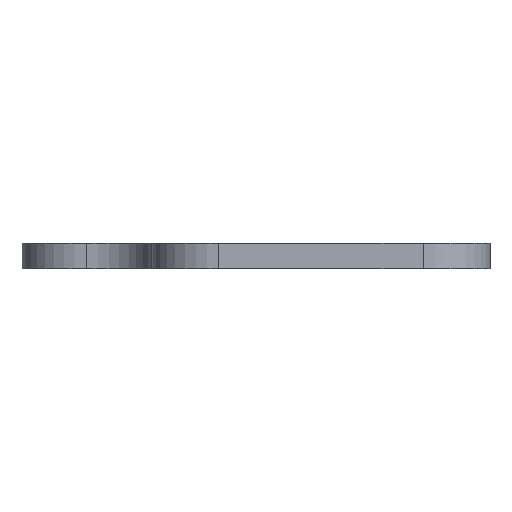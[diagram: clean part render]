
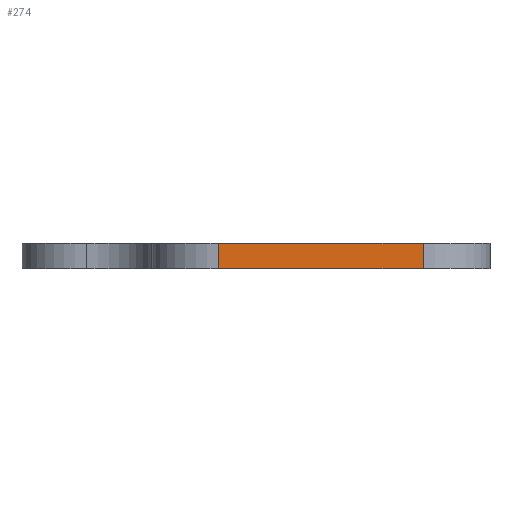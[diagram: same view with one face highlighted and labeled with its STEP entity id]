
A CAD part, left-side view. The second image highlights one B-rep face of the part: STEP entity #274.
In plain terms, the highlighted planar face has unit normal (-1, 0, 0).
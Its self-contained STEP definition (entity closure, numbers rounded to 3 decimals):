
#28 = DIRECTION ( 'NONE',  ( 0., 0., -1. ) ) ;
#29 = CARTESIAN_POINT ( 'NONE',  ( -28., -20., 1.5 ) ) ;
#42 = LINE ( 'NONE', #29, #143 ) ;
#43 = ORIENTED_EDGE ( 'NONE', *, *, #286, .T. ) ;
#44 = ORIENTED_EDGE ( 'NONE', *, *, #235, .T. ) ;
#45 = ORIENTED_EDGE ( 'NONE', *, *, #224, .F. ) ;
#46 = ORIENTED_EDGE ( 'NONE', *, *, #251, .F. ) ;
#119 = VECTOR ( 'NONE', #409, 1000. ) ;
#143 = VECTOR ( 'NONE', #28, 1000. ) ;
#165 = CARTESIAN_POINT ( 'NONE',  ( -28., 4.5, -1.5 ) ) ;
#178 = CARTESIAN_POINT ( 'NONE',  ( -28., -20., 1.5 ) ) ;
#190 = CARTESIAN_POINT ( 'NONE',  ( -28., 4.5, 1.5 ) ) ;
#199 = CARTESIAN_POINT ( 'NONE',  ( -28., -20., -1.5 ) ) ;
#224 = EDGE_CURVE ( 'NONE', #612, #527, #42, .T. ) ;
#235 = EDGE_CURVE ( 'NONE', #643, #527, #341, .T. ) ;
#251 = EDGE_CURVE ( 'NONE', #602, #612, #411, .T. ) ;
#274 = ADVANCED_FACE ( 'NONE', ( #505 ), #752, .F. ) ;
#286 = EDGE_CURVE ( 'NONE', #602, #643, #826, .T. ) ;
#318 = EDGE_LOOP ( 'NONE', ( #46, #43, #44, #45 ) ) ;
#339 = DIRECTION ( 'NONE',  ( 0., -1., 0. ) ) ;
#340 = CARTESIAN_POINT ( 'NONE',  ( -28., 12.5, -1.5 ) ) ;
#341 = LINE ( 'NONE', #340, #660 ) ;
#409 = DIRECTION ( 'NONE',  ( 0., -1., 0. ) ) ;
#410 = CARTESIAN_POINT ( 'NONE',  ( -28., 12.5, 1.5 ) ) ;
#411 = LINE ( 'NONE', #410, #119 ) ;
#505 = FACE_OUTER_BOUND ( 'NONE', #318, .T. ) ;
#508 = AXIS2_PLACEMENT_3D ( 'NONE', #751, #750, #749 ) ;
#527 = VERTEX_POINT ( 'NONE', #199 ) ;
#602 = VERTEX_POINT ( 'NONE', #190 ) ;
#612 = VERTEX_POINT ( 'NONE', #178 ) ;
#643 = VERTEX_POINT ( 'NONE', #165 ) ;
#660 = VECTOR ( 'NONE', #339, 1000. ) ;
#749 = DIRECTION ( 'NONE',  ( 0., 1., 0. ) ) ;
#750 = DIRECTION ( 'NONE',  ( 1., 0., 0. ) ) ;
#751 = CARTESIAN_POINT ( 'NONE',  ( -28., 12.5, 1.5 ) ) ;
#752 = PLANE ( 'NONE',  #508 ) ;
#767 = DIRECTION ( 'NONE',  ( 0., 0., -1. ) ) ;
#796 = CARTESIAN_POINT ( 'NONE',  ( -28., 4.5, 1.5 ) ) ;
#826 = LINE ( 'NONE', #796, #830 ) ;
#830 = VECTOR ( 'NONE', #767, 1000. ) ;
